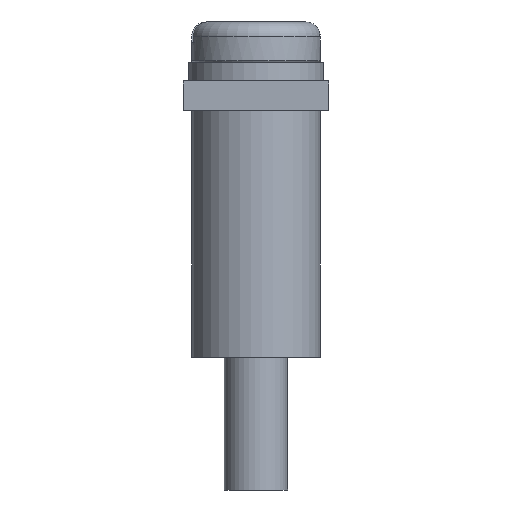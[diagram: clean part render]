
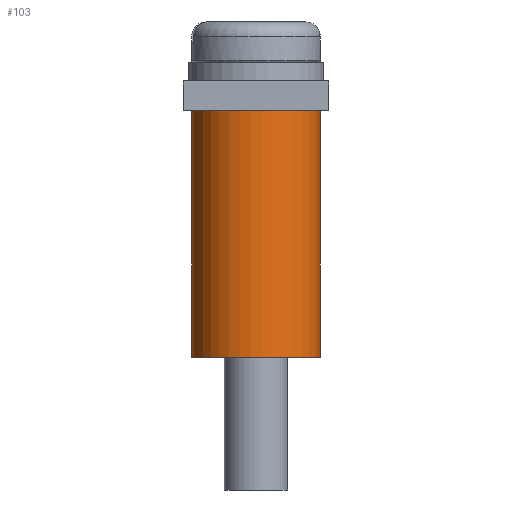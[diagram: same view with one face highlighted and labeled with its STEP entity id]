
A CAD part, front view. The second image highlights one B-rep face of the part: STEP entity #103.
In plain terms, the highlighted cylindrical face has radius 3.5 mm (diameter 7 mm), a full revolution.
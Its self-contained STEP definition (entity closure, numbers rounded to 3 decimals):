
#103 = ADVANCED_FACE ( 'NONE', ( #2060, #3343 ), #296, .T. ) ;
#148 = AXIS2_PLACEMENT_3D ( 'NONE', #2673, #3952, #823 ) ;
#296 = CYLINDRICAL_SURFACE ( 'NONE', #148, 3.5 ) ;
#357 = DIRECTION ( 'NONE',  ( 0., 0., 1. ) ) ;
#380 = EDGE_LOOP ( 'NONE', ( #2625 ) ) ;
#441 = DIRECTION ( 'NONE',  ( 0., 0., 1. ) ) ;
#740 = CIRCLE ( 'NONE', #3261, 3.5 ) ;
#823 = DIRECTION ( 'NONE',  ( -0.093, 0.996, 0. ) ) ;
#1137 = ORIENTED_EDGE ( 'NONE', *, *, #3279, .T. ) ;
#1337 = DIRECTION ( 'NONE',  ( 0.093, -0.996, 0. ) ) ;
#1511 = CARTESIAN_POINT ( 'NONE',  ( -24.788, -25.065, 42.9 ) ) ;
#1841 = CARTESIAN_POINT ( 'NONE',  ( -24.464, -28.549, 56.3 ) ) ;
#2060 = FACE_OUTER_BOUND ( 'NONE', #380, .T. ) ;
#2468 = DIRECTION ( 'NONE',  ( 0.093, -0.996, 0. ) ) ;
#2625 = ORIENTED_EDGE ( 'NONE', *, *, #3478, .F. ) ;
#2666 = CARTESIAN_POINT ( 'NONE',  ( -24.788, -25.065, 56.3 ) ) ;
#2673 = CARTESIAN_POINT ( 'NONE',  ( -24.788, -25.065, 56.3 ) ) ;
#2808 = VERTEX_POINT ( 'NONE', #1841 ) ;
#3128 = CARTESIAN_POINT ( 'NONE',  ( -24.464, -28.549, 42.9 ) ) ;
#3261 = AXIS2_PLACEMENT_3D ( 'NONE', #1511, #357, #2468 ) ;
#3279 = EDGE_CURVE ( 'NONE', #3463, #3463, #740, .T. ) ;
#3343 = FACE_OUTER_BOUND ( 'NONE', #3400, .T. ) ;
#3367 = AXIS2_PLACEMENT_3D ( 'NONE', #2666, #441, #1337 ) ;
#3400 = EDGE_LOOP ( 'NONE', ( #1137 ) ) ;
#3463 = VERTEX_POINT ( 'NONE', #3128 ) ;
#3478 = EDGE_CURVE ( 'NONE', #2808, #2808, #3898, .T. ) ;
#3898 = CIRCLE ( 'NONE', #3367, 3.5 ) ;
#3952 = DIRECTION ( 'NONE',  ( 0., 0., -1. ) ) ;
